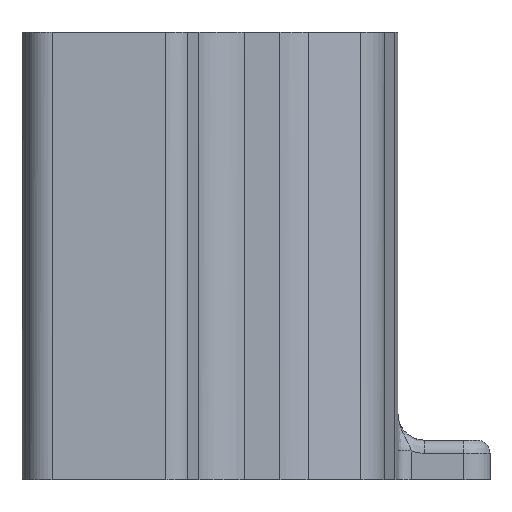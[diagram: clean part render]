
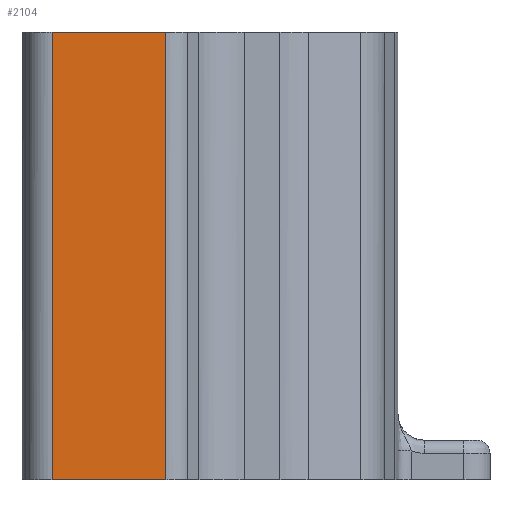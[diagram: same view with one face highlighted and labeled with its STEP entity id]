
A CAD part, left-side view. The second image highlights one B-rep face of the part: STEP entity #2104.
In plain terms, the highlighted free-form (B-spline) face has degree [1, 1] with [2, 2] control points.
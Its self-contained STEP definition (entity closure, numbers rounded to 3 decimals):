
#498 = VERTEX_POINT('',#499);
#499 = CARTESIAN_POINT('',(-14.445,8.129,-15.616)
  );
#505 = EDGE_CURVE('',#506,#498,#508,.T.);
#506 = VERTEX_POINT('',#507);
#507 = CARTESIAN_POINT('',(-14.445,12.08,-15.616
    ));
#508 = B_SPLINE_CURVE_WITH_KNOTS('',1,(#509,#510),.UNSPECIFIED.,.F.,.F.,
  (2,2),(0.577,4.879),.PIECEWISE_BEZIER_KNOTS.);
#509 = CARTESIAN_POINT('',(-14.445,12.08,-15.616
    ));
#510 = CARTESIAN_POINT('',(-14.445,8.129,-15.616)
  );
#1531 = VERTEX_POINT('',#1532);
#1532 = CARTESIAN_POINT('',(-14.445,12.08,0.));
#1538 = EDGE_CURVE('',#1531,#1539,#1541,.T.);
#1539 = VERTEX_POINT('',#1540);
#1540 = CARTESIAN_POINT('',(-14.445,8.129,0.));
#1541 = B_SPLINE_CURVE_WITH_KNOTS('',1,(#1542,#1543),.UNSPECIFIED.,.F.,
  .F.,(2,2),(0.577,4.879),.PIECEWISE_BEZIER_KNOTS.);
#1542 = CARTESIAN_POINT('',(-14.445,12.08,0.));
#1543 = CARTESIAN_POINT('',(-14.445,8.129,0.));
#2104 = ADVANCED_FACE('',(#2105),#2119,.T.);
#2105 = FACE_BOUND('',#2106,.T.);
#2106 = EDGE_LOOP('',(#2107,#2108,#2113,#2114));
#2107 = ORIENTED_EDGE('',*,*,#505,.T.);
#2108 = ORIENTED_EDGE('',*,*,#2109,.T.);
#2109 = EDGE_CURVE('',#498,#1539,#2110,.T.);
#2110 = B_SPLINE_CURVE_WITH_KNOTS('',1,(#2111,#2112),.UNSPECIFIED.,.F.,
  .F.,(2,2),(0.,17.),.PIECEWISE_BEZIER_KNOTS.);
#2111 = CARTESIAN_POINT('',(-14.445,8.129,-15.616
    ));
#2112 = CARTESIAN_POINT('',(-14.445,8.129,0.));
#2113 = ORIENTED_EDGE('',*,*,#1538,.F.);
#2114 = ORIENTED_EDGE('',*,*,#2115,.T.);
#2115 = EDGE_CURVE('',#1531,#506,#2116,.T.);
#2116 = B_SPLINE_CURVE_WITH_KNOTS('',1,(#2117,#2118),.UNSPECIFIED.,.F.,
  .F.,(2,2),(-17.,-0.),.PIECEWISE_BEZIER_KNOTS.);
#2117 = CARTESIAN_POINT('',(-14.445,12.08,0.));
#2118 = CARTESIAN_POINT('',(-14.445,12.08,
    -15.616));
#2119 = B_SPLINE_SURFACE_WITH_KNOTS('',1,1,(
    (#2120,#2121)
    ,(#2122,#2123
    )),.UNSPECIFIED.,.F.,.F.,.F.,(2,2),(2,2),(0.,17.),(-4.879,
    -0.577),.PIECEWISE_BEZIER_KNOTS.);
#2120 = CARTESIAN_POINT('',(-14.445,8.129,-15.616
    ));
#2121 = CARTESIAN_POINT('',(-14.445,12.08,
    -15.616));
#2122 = CARTESIAN_POINT('',(-14.445,8.129,0.));
#2123 = CARTESIAN_POINT('',(-14.445,12.08,0.));
